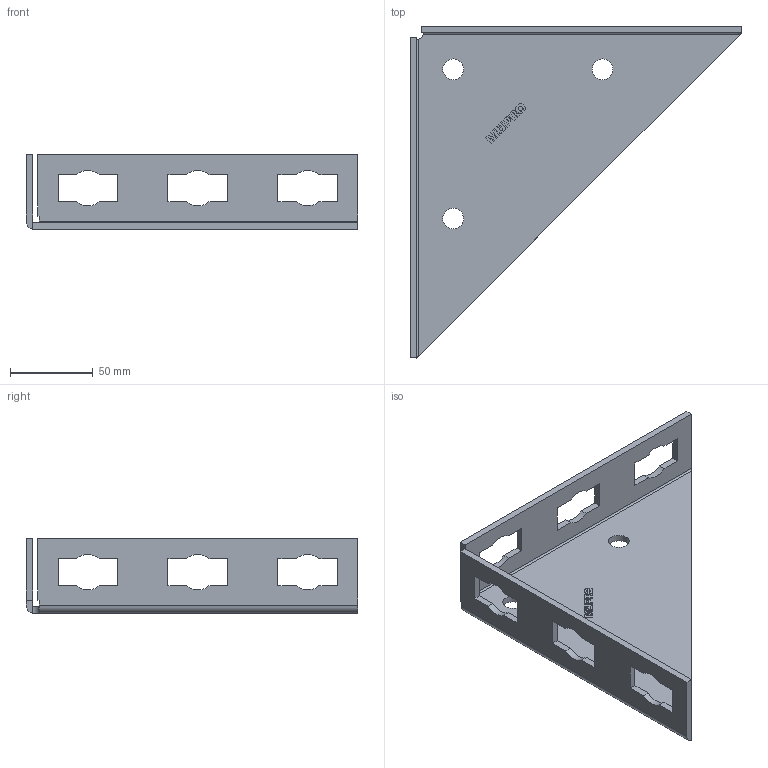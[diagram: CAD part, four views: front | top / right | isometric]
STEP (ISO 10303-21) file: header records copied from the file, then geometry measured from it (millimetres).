
FILE_DESCRIPTION((''),'2;1');
FILE_NAME('152317.stp','2013-04-25T14:22:37',('DMK009'),(''),'Autodesk Inventor 2012','Autodesk Inventor 2012','');
FILE_SCHEMA(('AUTOMOTIVE_DESIGN { 1 0 10303 214 1 1 1 1 }'));
Length unit declared in the file: millimetre
Products named in the file (1): 152317
Bounding box: 200 x 200 x 45 mm (x, y, z)
Volume: 127421.1 mm3; surface area: 70160.7 mm2
Topology: 1 solids, 1 shells, 179 faces, 497 edges, 330 vertices
Faces by surface type: plane 112, cylinder 65, bspline 2
Full cylindrical faces by diameter (mm): 12.5 x3
Entity records: 6026 total; most frequent: CARTESIAN_POINT 1276, ORIENTED_EDGE 988, DIRECTION 972, EDGE_CURVE 494, VECTOR 356, LINE 356, VERTEX_POINT 330, AXIS2_PLACEMENT_3D 308
